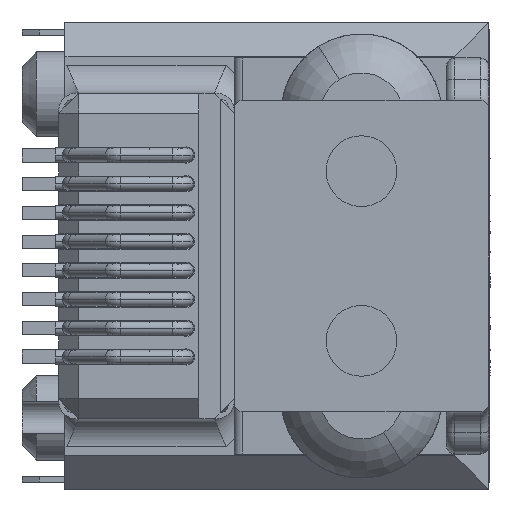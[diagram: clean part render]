
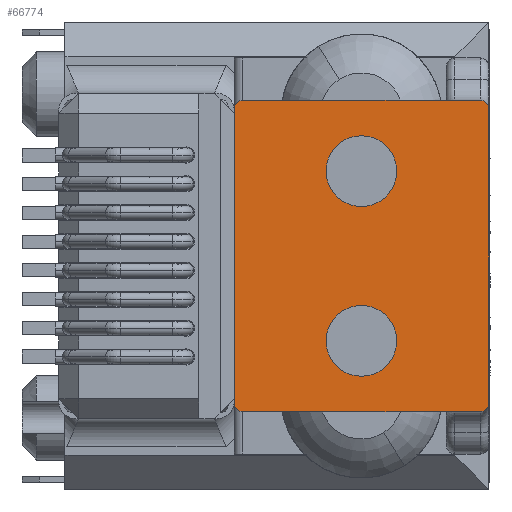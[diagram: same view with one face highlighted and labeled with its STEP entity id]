
A CAD part, left-side view. The second image highlights one B-rep face of the part: STEP entity #66774.
In plain terms, the highlighted planar face has unit normal (-1, 0, 0).
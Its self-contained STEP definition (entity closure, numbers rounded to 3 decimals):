
#1545 = ORIENTED_EDGE ( 'NONE', *, *, #65921, .T. ) ;
#1649 = EDGE_LOOP ( 'NONE', ( #48854, #49675, #12927, #61685, #13559, #36467, #1545, #18248, #41549, #64237 ) ) ;
#3557 = CARTESIAN_POINT ( 'NONE',  ( -7.5, -2.99, 5.05 ) ) ;
#3918 = VECTOR ( 'NONE', #4137, 1000. ) ;
#4137 = DIRECTION ( 'NONE',  ( 0., 0., -1. ) ) ;
#4170 = DIRECTION ( 'NONE',  ( 0., 0., -1. ) ) ;
#4442 = CARTESIAN_POINT ( 'NONE',  ( -7.5, -11.99, 5.5 ) ) ;
#4662 = CARTESIAN_POINT ( 'NONE',  ( -7.5, -2.99, -7. ) ) ;
#4666 = FACE_BOUND ( 'NONE', #64704, .T. ) ;
#5925 = CIRCLE ( 'NONE', #69375, 0.3 ) ;
#6280 = AXIS2_PLACEMENT_3D ( 'NONE', #19458, #49646, #66664 ) ;
#6657 = EDGE_CURVE ( 'Defeature ausgef�hrt4_384+Defeature ausgef�hrt4_429+Defeature ausgef�hrt4_396+Defeature ausgef�hrt4_387', #59455, #63970, #55798, .T. ) ;
#6736 = AXIS2_PLACEMENT_3D ( 'NONE', #37652, #49620, #72559 ) ;
#6811 = LINE ( 'NONE', #62478, #25278 ) ;
#7035 = VERTEX_POINT ( 'NONE', #62125 ) ;
#7771 = DIRECTION ( 'NONE',  ( 0., 0., -1. ) ) ;
#7939 = CIRCLE ( 'NONE', #11831, 1.25 ) ;
#8154 = PLANE ( 'NONE',  #23871 ) ;
#9211 = DIRECTION ( 'NONE',  ( -1., 0., 0. ) ) ;
#9961 = DIRECTION ( 'NONE',  ( -1., 0., 0. ) ) ;
#10753 = VERTEX_POINT ( 'NONE', #30610 ) ;
#11397 = VERTEX_POINT ( 'NONE', #65126 ) ;
#11485 = EDGE_CURVE ( 'Defeature ausgef�hrt4_486+Defeature ausgef�hrt4_384+Defeature ausgef�hrt4_384+Defeature ausgef�hrt4_384', #10753, #17452, #50139, .T. ) ;
#11831 = AXIS2_PLACEMENT_3D ( 'NONE', #20082, #61159, #7771 ) ;
#12927 = ORIENTED_EDGE ( 'NONE', *, *, #42543, .T. ) ;
#13255 = LINE ( 'NONE', #53652, #51061 ) ;
#13559 = ORIENTED_EDGE ( 'NONE', *, *, #53901, .T. ) ;
#15331 = CARTESIAN_POINT ( 'NONE',  ( -7.5, -11.99, -5.2 ) ) ;
#15540 = DIRECTION ( 'NONE',  ( 0., 1., 0. ) ) ;
#17452 = VERTEX_POINT ( 'NONE', #40919 ) ;
#18248 = ORIENTED_EDGE ( 'NONE', *, *, #31920, .T. ) ;
#19458 = CARTESIAN_POINT ( 'NONE',  ( -7.5, -7.49, -3. ) ) ;
#19961 = ORIENTED_EDGE ( 'NONE', *, *, #20882, .F. ) ;
#20082 = CARTESIAN_POINT ( 'NONE',  ( -7.5, -7.49, -3. ) ) ;
#20285 = VERTEX_POINT ( 'NONE', #75727 ) ;
#20489 = VERTEX_POINT ( 'NONE', #15331 ) ;
#20684 = VECTOR ( 'NONE', #4170, 1000. ) ;
#20882 = EDGE_CURVE ( 'Defeature ausgef�hrt4_484+Defeature ausgef�hrt4_384+Defeature ausgef�hrt4_384+Defeature ausgef�hrt4_384', #11397, #74907, #7939, .T. ) ;
#20992 = DIRECTION ( 'NONE',  ( 0., 0., 1. ) ) ;
#21303 = CARTESIAN_POINT ( 'NONE',  ( -7.5, -2.99, -5.05 ) ) ;
#22104 = ORIENTED_EDGE ( 'NONE', *, *, #11485, .F. ) ;
#23871 = AXIS2_PLACEMENT_3D ( 'NONE', #62565, #27185, #20992 ) ;
#24017 = CIRCLE ( 'NONE', #64859, 1.25 ) ;
#25278 = VECTOR ( 'NONE', #57348, 1000. ) ;
#26306 = DIRECTION ( 'NONE',  ( 0., 0., -1. ) ) ;
#26530 = CARTESIAN_POINT ( 'NONE',  ( -7.5, -3.29, 5.2 ) ) ;
#26982 = CARTESIAN_POINT ( 'NONE',  ( -7.5, -7.49, 3. ) ) ;
#27185 = DIRECTION ( 'NONE',  ( 1., 0., 0. ) ) ;
#28864 = LINE ( 'NONE', #39118, #3918 ) ;
#29046 = DIRECTION ( 'NONE',  ( -1., 0., 0. ) ) ;
#29621 = EDGE_CURVE ( 'Defeature ausgef�hrt4_486+Defeature ausgef�hrt4_384+Defeature ausgef�hrt4_384+Defeature ausgef�hrt4_384', #17452, #10753, #24017, .T. ) ;
#29691 = CARTESIAN_POINT ( 'NONE',  ( -7.5, -2.99, 5.2 ) ) ;
#30196 = EDGE_CURVE ( 'Defeature ausgef�hrt4_384+Defeature ausgef�hrt4_396+Defeature ausgef�hrt4_436+Defeature ausgef�hrt4_429', #31861, #59455, #54332, .T. ) ;
#30610 = CARTESIAN_POINT ( 'NONE',  ( -7.5, -7.49, 1.75 ) ) ;
#31382 = FACE_OUTER_BOUND ( 'NONE', #1649, .T. ) ;
#31717 = CIRCLE ( 'NONE', #6280, 1.25 ) ;
#31861 = VERTEX_POINT ( 'NONE', #70835 ) ;
#31887 = DIRECTION ( 'NONE',  ( 0., 0., 1. ) ) ;
#31920 = EDGE_CURVE ( 'Defeature ausgef�hrt4_384+Defeature ausgef�hrt4_433+Defeature ausgef�hrt4_395+Defeature ausgef�hrt4_386', #20285, #20489, #75033, .T. ) ;
#32446 = EDGE_CURVE ( 'Defeature ausgef�hrt4_384+Defeature ausgef�hrt4_2+Defeature ausgef�hrt4_387+Defeature ausgef�hrt4_378', #38122, #43757, #13255, .T. ) ;
#32739 = VERTEX_POINT ( 'NONE', #58862 ) ;
#33209 = FACE_BOUND ( 'NONE', #75560, .T. ) ;
#34396 = DIRECTION ( 'NONE',  ( 0., 0., 1. ) ) ;
#34408 = CARTESIAN_POINT ( 'NONE',  ( -7.5, -7.49, -1.75 ) ) ;
#36467 = ORIENTED_EDGE ( 'NONE', *, *, #73612, .T. ) ;
#37248 = VERTEX_POINT ( 'NONE', #76438 ) ;
#37652 = CARTESIAN_POINT ( 'NONE',  ( -7.5, -11.69, 5.2 ) ) ;
#38122 = VERTEX_POINT ( 'NONE', #3557 ) ;
#38746 = EDGE_CURVE ( 'Defeature ausgef�hrt4_384+Defeature ausgef�hrt4_436+Defeature ausgef�hrt4_386+Defeature ausgef�hrt4_396', #7035, #31861, #75178, .T. ) ;
#39118 = CARTESIAN_POINT ( 'NONE',  ( -7.5, -2.99, -7. ) ) ;
#39121 = DIRECTION ( 'NONE',  ( 0., 0., -1. ) ) ;
#39268 = DIRECTION ( 'NONE',  ( 0., 0., -1. ) ) ;
#40695 = LINE ( 'NONE', #73235, #66577 ) ;
#40919 = CARTESIAN_POINT ( 'NONE',  ( -7.5, -7.49, 4.25 ) ) ;
#41549 = ORIENTED_EDGE ( 'NONE', *, *, #46374, .F. ) ;
#42060 = CARTESIAN_POINT ( 'NONE',  ( -7.5, -3.29, 5.5 ) ) ;
#42543 = EDGE_CURVE ( 'Defeature ausgef�hrt4_384+Defeature ausgef�hrt4_387+Defeature ausgef�hrt4_429+Defeature ausgef�hrt4_2', #63970, #38122, #60426, .T. ) ;
#43346 = AXIS2_PLACEMENT_3D ( 'NONE', #51427, #9961, #69436 ) ;
#43757 = VERTEX_POINT ( 'NONE', #21303 ) ;
#44192 = ORIENTED_EDGE ( 'NONE', *, *, #29621, .F. ) ;
#46374 = EDGE_CURVE ( 'Defeature ausgef�hrt4_386+Defeature ausgef�hrt4_384+Defeature ausgef�hrt4_436+Defeature ausgef�hrt4_433', #7035, #20489, #40695, .T. ) ;
#47831 = VECTOR ( 'NONE', #15540, 1000. ) ;
#48854 = ORIENTED_EDGE ( 'NONE', *, *, #30196, .T. ) ;
#49620 = DIRECTION ( 'NONE',  ( -1., 0., 0. ) ) ;
#49646 = DIRECTION ( 'NONE',  ( -1., 0., 0. ) ) ;
#49675 = ORIENTED_EDGE ( 'NONE', *, *, #6657, .T. ) ;
#50139 = CIRCLE ( 'NONE', #43346, 1.25 ) ;
#51061 = VECTOR ( 'NONE', #39121, 1000. ) ;
#51427 = CARTESIAN_POINT ( 'NONE',  ( -7.5, -7.49, 3. ) ) ;
#52899 = AXIS2_PLACEMENT_3D ( 'NONE', #26530, #62375, #31887 ) ;
#53652 = CARTESIAN_POINT ( 'NONE',  ( -7.5, -2.99, -7. ) ) ;
#53901 = EDGE_CURVE ( 'Defeature ausgef�hrt4_384+Defeature ausgef�hrt4_378+Defeature ausgef�hrt4_2+Defeature ausgef�hrt4_415', #43757, #37248, #28864, .T. ) ;
#54332 = LINE ( 'NONE', #4442, #47831 ) ;
#55798 = CIRCLE ( 'NONE', #52899, 0.3 ) ;
#57348 = DIRECTION ( 'NONE',  ( 0., -1., 0. ) ) ;
#58862 = CARTESIAN_POINT ( 'NONE',  ( -7.5, -3.29, -5.5 ) ) ;
#59455 = VERTEX_POINT ( 'NONE', #42060 ) ;
#60426 = LINE ( 'NONE', #4662, #20684 ) ;
#61159 = DIRECTION ( 'NONE',  ( -1., 0., 0. ) ) ;
#61685 = ORIENTED_EDGE ( 'NONE', *, *, #32446, .T. ) ;
#62125 = CARTESIAN_POINT ( 'NONE',  ( -7.5, -11.99, 5.2 ) ) ;
#62375 = DIRECTION ( 'NONE',  ( -1., 0., 0. ) ) ;
#62478 = CARTESIAN_POINT ( 'NONE',  ( -7.5, -11.99, -5.5 ) ) ;
#62565 = CARTESIAN_POINT ( 'NONE',  ( -7.5, -11.99, -7. ) ) ;
#63090 = AXIS2_PLACEMENT_3D ( 'NONE', #65441, #29046, #70333 ) ;
#63970 = VERTEX_POINT ( 'NONE', #29691 ) ;
#64237 = ORIENTED_EDGE ( 'NONE', *, *, #38746, .T. ) ;
#64704 = EDGE_LOOP ( 'NONE', ( #22104, #44192 ) ) ;
#64859 = AXIS2_PLACEMENT_3D ( 'NONE', #26982, #9211, #39268 ) ;
#65126 = CARTESIAN_POINT ( 'NONE',  ( -7.5, -7.49, -4.25 ) ) ;
#65441 = CARTESIAN_POINT ( 'NONE',  ( -7.5, -11.69, -5.2 ) ) ;
#65921 = EDGE_CURVE ( 'Defeature ausgef�hrt4_384+Defeature ausgef�hrt4_395+Defeature ausgef�hrt4_415+Defeature ausgef�hrt4_433', #32739, #20285, #6811, .T. ) ;
#66577 = VECTOR ( 'NONE', #26306, 1000. ) ;
#66664 = DIRECTION ( 'NONE',  ( 0., 0., -1. ) ) ;
#66774 = ADVANCED_FACE ( 'Defeature ausgef�hrt4_384', ( #4666, #33209, #31382 ), #8154, .F. ) ;
#68062 = ORIENTED_EDGE ( 'NONE', *, *, #68644, .F. ) ;
#68644 = EDGE_CURVE ( 'Defeature ausgef�hrt4_484+Defeature ausgef�hrt4_384+Defeature ausgef�hrt4_384+Defeature ausgef�hrt4_384', #74907, #11397, #31717, .T. ) ;
#69294 = DIRECTION ( 'NONE',  ( -1., 0., 0. ) ) ;
#69375 = AXIS2_PLACEMENT_3D ( 'NONE', #70052, #69294, #34396 ) ;
#69436 = DIRECTION ( 'NONE',  ( 0., 0., -1. ) ) ;
#70052 = CARTESIAN_POINT ( 'NONE',  ( -7.5, -3.29, -5.2 ) ) ;
#70333 = DIRECTION ( 'NONE',  ( 0., 0., 1. ) ) ;
#70835 = CARTESIAN_POINT ( 'NONE',  ( -7.5, -11.69, 5.5 ) ) ;
#72559 = DIRECTION ( 'NONE',  ( 0., 0., 1. ) ) ;
#73235 = CARTESIAN_POINT ( 'NONE',  ( -7.5, -11.99, -7. ) ) ;
#73612 = EDGE_CURVE ( 'Defeature ausgef�hrt4_384+Defeature ausgef�hrt4_415+Defeature ausgef�hrt4_378+Defeature ausgef�hrt4_395', #37248, #32739, #5925, .T. ) ;
#74907 = VERTEX_POINT ( 'NONE', #34408 ) ;
#75033 = CIRCLE ( 'NONE', #63090, 0.3 ) ;
#75178 = CIRCLE ( 'NONE', #6736, 0.3 ) ;
#75560 = EDGE_LOOP ( 'NONE', ( #19961, #68062 ) ) ;
#75727 = CARTESIAN_POINT ( 'NONE',  ( -7.5, -11.69, -5.5 ) ) ;
#76438 = CARTESIAN_POINT ( 'NONE',  ( -7.5, -2.99, -5.2 ) ) ;
